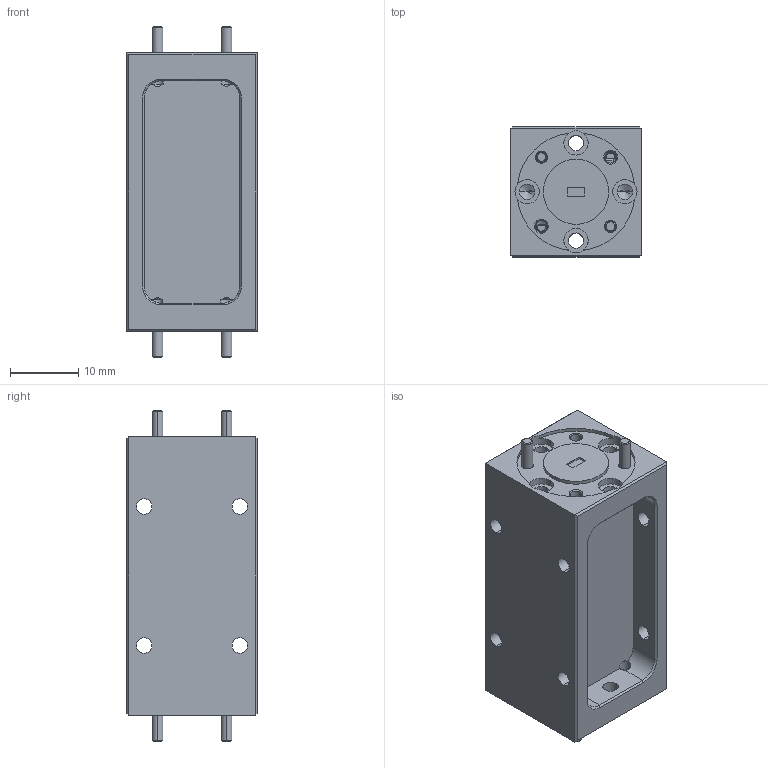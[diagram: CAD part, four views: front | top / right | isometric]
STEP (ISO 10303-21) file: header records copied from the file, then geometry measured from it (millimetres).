
FILE_DESCRIPTION (( 'STEP AP203' ), '1' );
FILE_NAME ('WF-BW-A-1.6.STEP', '2024-10-23T18:43:58', ( '' ), ( '' ), 'SwSTEP 2.0', 'SolidWorks 2021', '' );
FILE_SCHEMA (( 'CONFIG_CONTROL_DESIGN' ));
Length unit declared in the file: inch
Products named in the file (1): WF-BW-A-1.6
Bounding box: 19.05 x 19.05 x 48.39 mm (x, y, z)
Volume: 9966.7 mm3; surface area: 6077.7 mm2
Topology: 5 solids, 9 shells, 566 faces, 1246 edges, 724 vertices
Faces by surface type: cone 218, plane 192, cylinder 156
Entity records: 15885 total; most frequent: CARTESIAN_POINT 3291, DIRECTION 2760, ORIENTED_EDGE 2460, EDGE_CURVE 1230, AXIS2_PLACEMENT_3D 1097, VERTEX_POINT 724, EDGE_LOOP 648, ADVANCED_FACE 566
